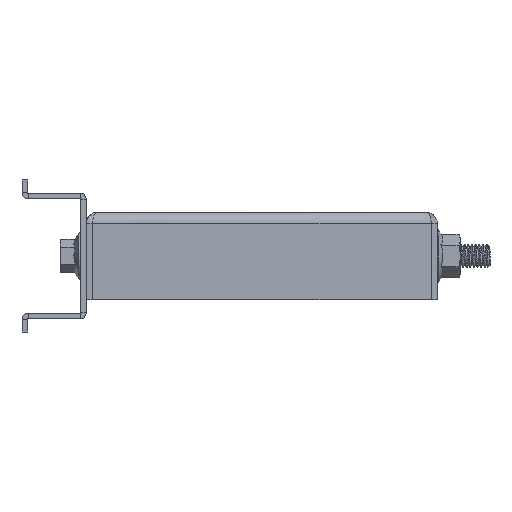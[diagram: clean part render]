
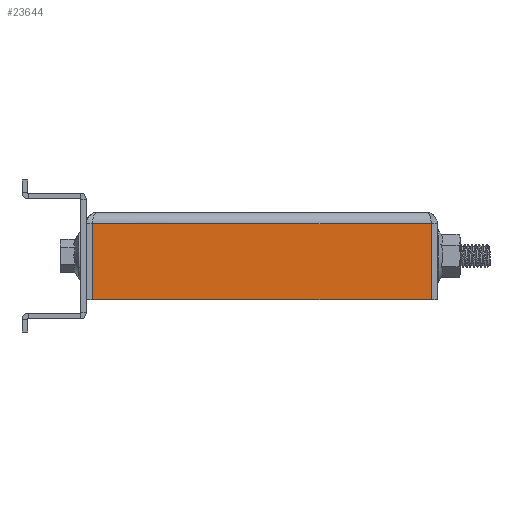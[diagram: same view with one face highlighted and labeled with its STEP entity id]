
A CAD part, left-side view. The second image highlights one B-rep face of the part: STEP entity #23644.
In plain terms, the highlighted planar face has unit normal (-1, 0, 0).
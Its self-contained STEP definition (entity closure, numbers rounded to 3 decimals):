
#930 = VERTEX_POINT ( 'NONE', #26823 ) ;
#1612 = CARTESIAN_POINT ( 'NONE',  ( 11., -2.071, 11. ) ) ;
#2915 = CARTESIAN_POINT ( 'NONE',  ( 11., -117.929, 11. ) ) ;
#5875 = LINE ( 'NONE', #15800, #34592 ) ;
#7349 = VERTEX_POINT ( 'NONE', #19998 ) ;
#8439 = DIRECTION ( 'NONE',  ( 0., -1., 0. ) ) ;
#10178 = CARTESIAN_POINT ( 'NONE',  ( 11., -60., 13. ) ) ;
#10766 = VECTOR ( 'NONE', #8439, 1000. ) ;
#11548 = LINE ( 'NONE', #11756, #10766 ) ;
#11756 = CARTESIAN_POINT ( 'NONE',  ( 11., -60., -15. ) ) ;
#13295 = FACE_OUTER_BOUND ( 'NONE', #36312, .T. ) ;
#13656 = VECTOR ( 'NONE', #34817, 1000. ) ;
#15800 = CARTESIAN_POINT ( 'NONE',  ( 11., -2.071, 11. ) ) ;
#16797 = VERTEX_POINT ( 'NONE', #1612 ) ;
#17760 = VERTEX_POINT ( 'NONE', #33812 ) ;
#19998 = CARTESIAN_POINT ( 'NONE',  ( 11., -2.071, -15. ) ) ;
#20220 = EDGE_CURVE ( 'NONE', #17760, #930, #31279, .T. ) ;
#21108 = ORIENTED_EDGE ( 'NONE', *, *, #30830, .T. ) ;
#21697 = DIRECTION ( 'NONE',  ( 0., -1., 0. ) ) ;
#21798 = DIRECTION ( 'NONE',  ( 0., 0., -1. ) ) ;
#22605 = EDGE_CURVE ( 'NONE', #7349, #930, #11548, .T. ) ;
#22779 = PLANE ( 'NONE',  #25451 ) ;
#23644 = ADVANCED_FACE ( 'NONE', ( #13295 ), #22779, .F. ) ;
#24797 = LINE ( 'NONE', #37468, #24849 ) ;
#24849 = VECTOR ( 'NONE', #21697, 1000. ) ;
#25451 = AXIS2_PLACEMENT_3D ( 'NONE', #10178, #35452, #32355 ) ;
#26063 = ORIENTED_EDGE ( 'NONE', *, *, #29233, .F. ) ;
#26823 = CARTESIAN_POINT ( 'NONE',  ( 11., -117.929, -15. ) ) ;
#29233 = EDGE_CURVE ( 'NONE', #16797, #17760, #24797, .T. ) ;
#30830 = EDGE_CURVE ( 'NONE', #16797, #7349, #5875, .T. ) ;
#31279 = LINE ( 'NONE', #2915, #13656 ) ;
#32355 = DIRECTION ( 'NONE',  ( 0., 0., 1. ) ) ;
#33812 = CARTESIAN_POINT ( 'NONE',  ( 11., -117.929, 11. ) ) ;
#34592 = VECTOR ( 'NONE', #21798, 1000. ) ;
#34817 = DIRECTION ( 'NONE',  ( 0., 0., -1. ) ) ;
#35452 = DIRECTION ( 'NONE',  ( 1., 0., 0. ) ) ;
#36312 = EDGE_LOOP ( 'NONE', ( #26063, #21108, #40068, #36720 ) ) ;
#36720 = ORIENTED_EDGE ( 'NONE', *, *, #20220, .F. ) ;
#37468 = CARTESIAN_POINT ( 'NONE',  ( 11., -120., 11. ) ) ;
#40068 = ORIENTED_EDGE ( 'NONE', *, *, #22605, .T. ) ;
